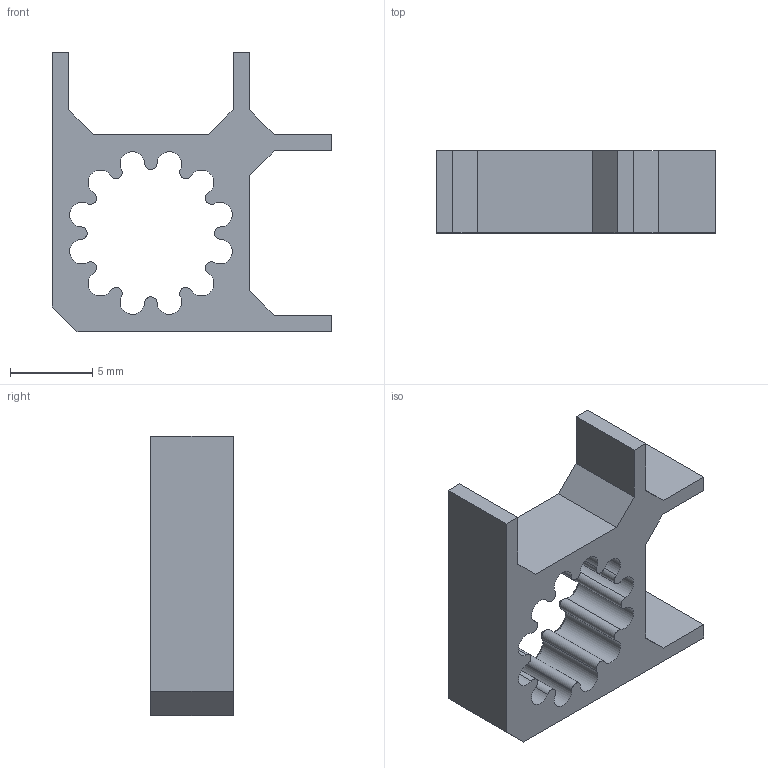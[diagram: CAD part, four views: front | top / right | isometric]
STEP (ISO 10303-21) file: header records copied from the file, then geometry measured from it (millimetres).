
FILE_DESCRIPTION(/* description */ (''),/* implementation_level */ '2;1');
FILE_NAME(/* name */ '2-way holder.stp',/* time_stamp */ '2024-04-06T19:23:19+02:00',/* author */ ('Humbak'),/* organization */ (''),/* preprocessor_version */ 'ST-DEVELOPER v20',/* originating_system */ 'Autodesk Inventor 2024',/* authorisation */ '');
FILE_SCHEMA (('AUTOMOTIVE_DESIGN { 1 0 10303 214 3 1 1 }'));
Length unit declared in the file: millimetre
Products named in the file (1): 2-way holder
Bounding box: 17 x 5 x 17 mm (x, y, z)
Volume: 505.7 mm3; surface area: 838.8 mm2
Topology: 1 solids, 1 shells, 70 faces, 180 edges, 112 vertices
Faces by surface type: cone 24, cylinder 24, plane 22
Entity records: 2171 total; most frequent: DIRECTION 394, CARTESIAN_POINT 363, ORIENTED_EDGE 360, EDGE_CURVE 180, AXIS2_PLACEMENT_3D 143, VERTEX_POINT 112, LINE 108, VECTOR 108
